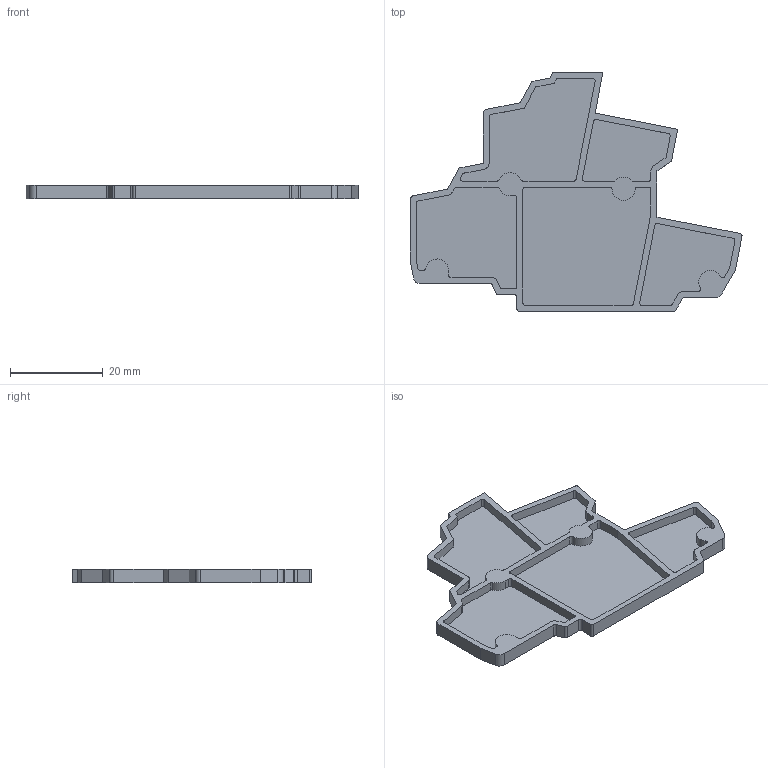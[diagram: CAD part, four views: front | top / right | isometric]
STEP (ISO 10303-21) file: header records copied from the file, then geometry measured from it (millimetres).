
FILE_DESCRIPTION(('CoCreate Modeling STEP Export'),'2;1');
FILE_NAME('HC201GR.stp','2011-07-11T 8:27:53',(''),(''),'CoCreate Modeling STEP processor for AP214 (Solid Model)','CoCreate Modeling 17.0 01-Apr-2010 (C) Parametric Technology GmbH','');
FILE_SCHEMA(('AUTOMOTIVE_DESIGN { 1 0 10303 214 1 1 1 1 }'));
Length unit declared in the file: millimetre
Products named in the file (1): piastrina_terminale
Bounding box: 71.57 x 51.5 x 3 mm (x, y, z)
Volume: 3252.7 mm3; surface area: 6274.6 mm2
Topology: 1 solids, 1 shells, 182 faces, 483 edges, 312 vertices
Faces by surface type: plane 80, cylinder 78, cone 16, torus 8
Entity records: 5326 total; most frequent: ORIENTED_EDGE 966, CARTESIAN_POINT 905, DIRECTION 885, EDGE_CURVE 483, VERTEX_POINT 312, VECTOR 301, LINE 301, AXIS2_PLACEMENT_3D 292
